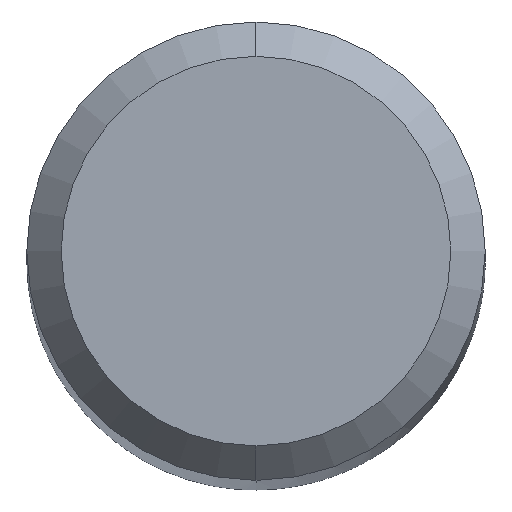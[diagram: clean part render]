
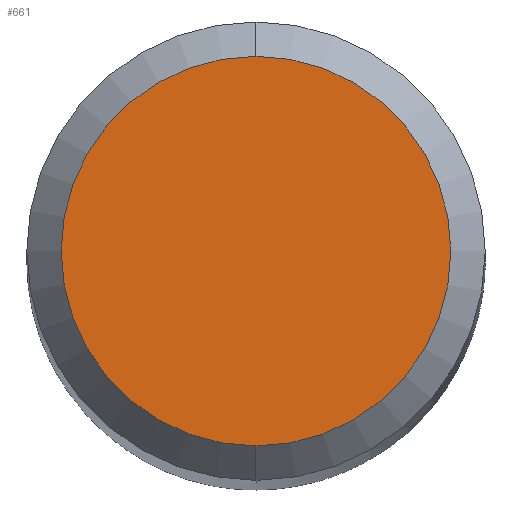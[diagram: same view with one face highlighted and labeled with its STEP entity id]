
A CAD part, top view. The second image highlights one B-rep face of the part: STEP entity #661.
In plain terms, the highlighted planar face has unit normal (0, 0, 1).
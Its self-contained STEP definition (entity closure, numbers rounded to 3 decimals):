
#661=ADVANCED_FACE('',(#1552),#1553,.T.);
#829=VERTEX_POINT('',#1737);
#879=VERTEX_POINT('',#1795);
#889=EDGE_CURVE('',#879,#829,#1805,.T.);
#1099=EDGE_CURVE('',#829,#879,#2036,.T.);
#1552=FACE_OUTER_BOUND('',#2911,.T.);
#1553=PLANE('',#2912);
#1737=CARTESIAN_POINT('',(0.,-1.7,0.0));
#1795=CARTESIAN_POINT('',(0.0,1.7,0.0));
#1805=CIRCLE('',#3689,1.7);
#2036=CIRCLE('',#4273,1.7);
#2911=EDGE_LOOP('',(#5241,#5242));
#2912=AXIS2_PLACEMENT_3D('',#5243,#5244,#5245);
#3689=AXIS2_PLACEMENT_3D('',#5486,#5487,#5488);
#4273=AXIS2_PLACEMENT_3D('',#5728,#5729,#5730);
#5241=ORIENTED_EDGE('',*,*,#889,.F.);
#5242=ORIENTED_EDGE('',*,*,#1099,.F.);
#5243=CARTESIAN_POINT('',(0.0,0.85,0.0));
#5244=DIRECTION('',(-0.0,0.0,1.0));
#5245=DIRECTION('',(0.0,-1.0,0.0));
#5486=CARTESIAN_POINT('',(0.0,0.0,0.0));
#5487=DIRECTION('',(0.0,0.0,-1.0));
#5488=DIRECTION('',(0.0,1.0,0.0));
#5728=CARTESIAN_POINT('',(0.0,0.0,0.0));
#5729=DIRECTION('',(0.0,0.0,-1.0));
#5730=DIRECTION('',(0.0,1.0,0.0));
